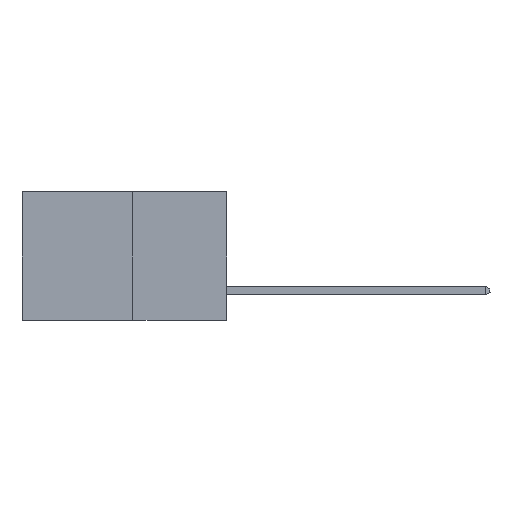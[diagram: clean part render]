
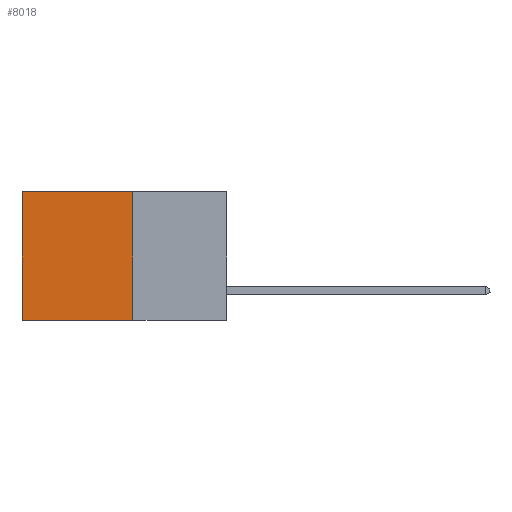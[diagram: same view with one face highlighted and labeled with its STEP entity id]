
A CAD part, left-side view. The second image highlights one B-rep face of the part: STEP entity #8018.
In plain terms, the highlighted planar face has unit normal (-1, 0, 0).
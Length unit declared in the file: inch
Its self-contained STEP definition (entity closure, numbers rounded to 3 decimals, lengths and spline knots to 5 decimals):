
#1331 = ORIENTED_EDGE ( 'NONE', *, *, #9557, .F. ) ;
#1532 = VERTEX_POINT ( 'NONE', #15872 ) ;
#1578 = EDGE_LOOP ( 'NONE', ( #13551, #9496, #1331, #2796 ) ) ;
#2796 = ORIENTED_EDGE ( 'NONE', *, *, #5345, .T. ) ;
#3833 = EDGE_CURVE ( 'NONE', #1532, #15759, #12514, .T. ) ;
#3911 = VERTEX_POINT ( 'NONE', #13270 ) ;
#4239 = CARTESIAN_POINT ( 'NONE',  ( 0.277, 0.59, -0.37 ) ) ;
#4302 = DIRECTION ( 'NONE',  ( 0., 0., -1. ) ) ;
#5220 = EDGE_CURVE ( 'NONE', #15887, #15759, #10517, .T. ) ;
#5345 = EDGE_CURVE ( 'NONE', #3911, #1532, #15349, .T. ) ;
#6265 = CARTESIAN_POINT ( 'NONE',  ( 0.277, 0.59, -0.37 ) ) ;
#6297 = VECTOR ( 'NONE', #11131, 39.37008 ) ;
#6456 = AXIS2_PLACEMENT_3D ( 'NONE', #16401, #14902, #14250 ) ;
#6799 = LINE ( 'NONE', #11176, #6297 ) ;
#7668 = VECTOR ( 'NONE', #17693, 39.37008 ) ;
#8018 = ADVANCED_FACE ( 'NONE', ( #19747 ), #19691, .F. ) ;
#9496 = ORIENTED_EDGE ( 'NONE', *, *, #5220, .F. ) ;
#9557 = EDGE_CURVE ( 'NONE', #3911, #15887, #6799, .T. ) ;
#10517 = LINE ( 'NONE', #12684, #13672 ) ;
#11104 = CARTESIAN_POINT ( 'NONE',  ( 0.277, 0.27, -0.37 ) ) ;
#11131 = DIRECTION ( 'NONE',  ( 0., 0., -1. ) ) ;
#11176 = CARTESIAN_POINT ( 'NONE',  ( 0.277, 0.27, -0.37 ) ) ;
#12514 = LINE ( 'NONE', #4239, #19697 ) ;
#12527 = DIRECTION ( 'NONE',  ( 0., 1., 0. ) ) ;
#12684 = CARTESIAN_POINT ( 'NONE',  ( 0.277, 0.27, -0.37 ) ) ;
#13270 = CARTESIAN_POINT ( 'NONE',  ( 0.277, 0.27, 0. ) ) ;
#13551 = ORIENTED_EDGE ( 'NONE', *, *, #3833, .T. ) ;
#13672 = VECTOR ( 'NONE', #12527, 39.37008 ) ;
#14250 = DIRECTION ( 'NONE',  ( 0., 0., -1. ) ) ;
#14902 = DIRECTION ( 'NONE',  ( 1., 0., 0. ) ) ;
#15349 = LINE ( 'NONE', #17527, #7668 ) ;
#15759 = VERTEX_POINT ( 'NONE', #6265 ) ;
#15872 = CARTESIAN_POINT ( 'NONE',  ( 0.277, 0.59, 0. ) ) ;
#15887 = VERTEX_POINT ( 'NONE', #11104 ) ;
#16401 = CARTESIAN_POINT ( 'NONE',  ( 0.277, 0.27, -0.37 ) ) ;
#17527 = CARTESIAN_POINT ( 'NONE',  ( 0.277, 0.27, 0. ) ) ;
#17693 = DIRECTION ( 'NONE',  ( 0., 1., 0. ) ) ;
#19691 = PLANE ( 'NONE',  #6456 ) ;
#19697 = VECTOR ( 'NONE', #4302, 39.37008 ) ;
#19747 = FACE_OUTER_BOUND ( 'NONE', #1578, .T. ) ;
